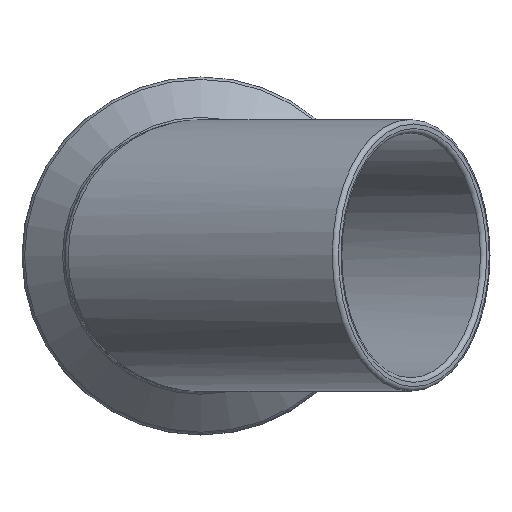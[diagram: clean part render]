
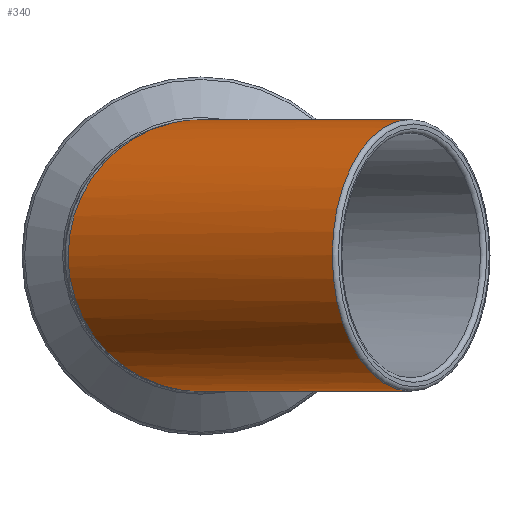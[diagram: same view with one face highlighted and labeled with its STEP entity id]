
A CAD part, top view. The second image highlights one B-rep face of the part: STEP entity #340.
In plain terms, the highlighted cylindrical face has radius 18.3 mm (diameter 36.6 mm), a full revolution.
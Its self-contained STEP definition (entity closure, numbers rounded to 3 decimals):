
#26=CYLINDRICAL_SURFACE('',#409,18.3);
#33=LINE('',#840,#40);
#40=VECTOR('',#529,18.3);
#67=CIRCLE('',#408,18.3);
#98=FACE_OUTER_BOUND('',#121,.T.);
#121=EDGE_LOOP('',(#301,#302,#303,#304,#305,#306));
#132=ELLIPSE('',#378,20.396,18.3);
#133=ELLIPSE('',#379,20.396,18.3);
#136=ELLIPSE('',#382,20.877,18.3);
#149=VERTEX_POINT('',#699);
#150=VERTEX_POINT('',#700);
#151=VERTEX_POINT('',#702);
#165=VERTEX_POINT('',#836);
#186=EDGE_CURVE('',#149,#150,#132,.T.);
#187=EDGE_CURVE('',#150,#151,#133,.T.);
#191=EDGE_CURVE('',#151,#149,#136,.T.);
#212=EDGE_CURVE('',#165,#165,#67,.T.);
#213=EDGE_CURVE('',#165,#150,#33,.T.);
#301=ORIENTED_EDGE('',*,*,#212,.F.);
#302=ORIENTED_EDGE('',*,*,#213,.T.);
#303=ORIENTED_EDGE('',*,*,#186,.F.);
#304=ORIENTED_EDGE('',*,*,#191,.F.);
#305=ORIENTED_EDGE('',*,*,#187,.F.);
#306=ORIENTED_EDGE('',*,*,#213,.F.);
#340=ADVANCED_FACE('',(#98),#26,.T.);
#378=AXIS2_PLACEMENT_3D('',#701,#462,#463);
#379=AXIS2_PLACEMENT_3D('',#703,#464,#465);
#382=AXIS2_PLACEMENT_3D('',#760,#470,#471);
#408=AXIS2_PLACEMENT_3D('',#838,#525,#526);
#409=AXIS2_PLACEMENT_3D('',#839,#527,#528);
#462=DIRECTION('center_axis',(-0.482,0.,
-0.876));
#463=DIRECTION('ref_axis',(-0.876,0.,0.482));
#464=DIRECTION('center_axis',(-0.482,0.,
-0.876));
#465=DIRECTION('ref_axis',(-0.876,0.,0.482));
#470=DIRECTION('center_axis',(-0.442,0.,
-0.897));
#471=DIRECTION('ref_axis',(0.897,0.,-0.442));
#525=DIRECTION('center_axis',(0.819,0.,0.574));
#526=DIRECTION('ref_axis',(0.574,0.,-0.819));
#527=DIRECTION('center_axis',(0.819,0.,0.574));
#528=DIRECTION('ref_axis',(0.574,0.,-0.819));
#529=DIRECTION('',(-0.819,0.,-0.574));
#699=CARTESIAN_POINT('',(0.,-18.3,37.));
#700=CARTESIAN_POINT('',(-17.874,0.,46.825));
#701=CARTESIAN_POINT('Origin',(0.,0.,37.));
#702=CARTESIAN_POINT('',(0.,18.3,37.));
#703=CARTESIAN_POINT('Origin',(0.,0.,37.));
#760=CARTESIAN_POINT('Origin',(0.,0.,37.));
#836=CARTESIAN_POINT('',(17.682,0.,71.722));
#838=CARTESIAN_POINT('Origin',(28.179,0.,56.731));
#839=CARTESIAN_POINT('Origin',(0.,0.,37.));
#840=CARTESIAN_POINT('',(-10.496,0.,51.99));
